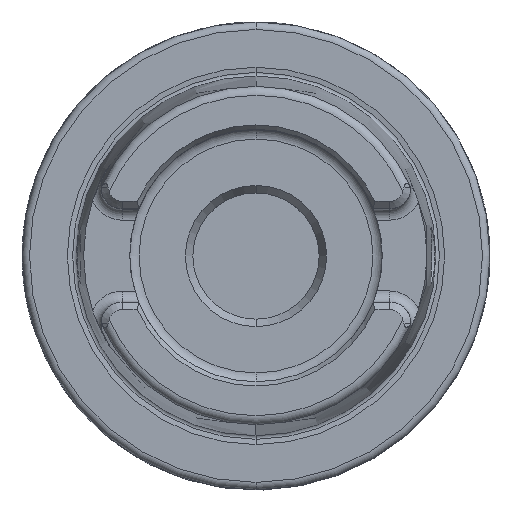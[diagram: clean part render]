
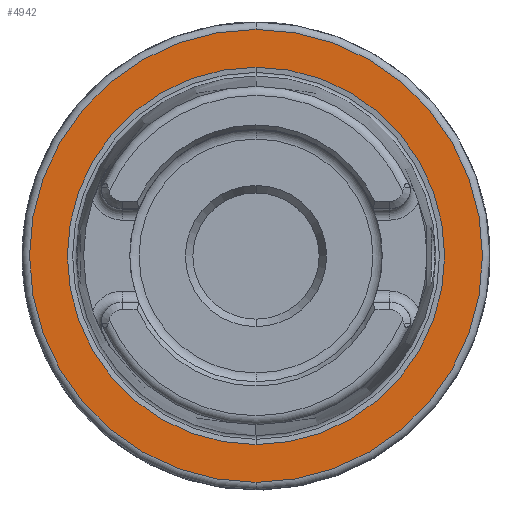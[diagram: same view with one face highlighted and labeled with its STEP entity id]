
A CAD part, top view. The second image highlights one B-rep face of the part: STEP entity #4942.
In plain terms, the highlighted planar face has unit normal (0, 0, 1).
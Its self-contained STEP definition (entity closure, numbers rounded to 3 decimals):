
#1264=CARTESIAN_POINT('',(0,0,26));
#1265=DIRECTION('',(0,0,-1));
#1266=DIRECTION('',(0,1,0));
#1267=AXIS2_PLACEMENT_3D('',#1264,#1265,#1266);
#1277=CARTESIAN_POINT('',(0,0,26));
#1278=DIRECTION('',(0,0,1));
#1279=DIRECTION('',(0,1,0));
#1280=AXIS2_PLACEMENT_3D('',#1277,#1278,#1279);
#1282=CARTESIAN_POINT('',(0,0,26));
#1283=DIRECTION('',(0,0,1));
#1284=DIRECTION('',(0,1,0));
#1285=AXIS2_PLACEMENT_3D('',#1282,#1283,#1284);
#1287=CARTESIAN_POINT('',(0,0,26));
#1288=DIRECTION('',(0,0,1));
#1289=DIRECTION('',(0,-1,0));
#1290=AXIS2_PLACEMENT_3D('',#1287,#1288,#1289);
#3097=CARTESIAN_POINT('',(0,25.409,26));
#3099=VERTEX_POINT('',#3097);
#3133=CARTESIAN_POINT('',(0,-25.409,26));
#3135=VERTEX_POINT('',#3133);
#3199=CARTESIAN_POINT('',(0,30.5,26));
#3200=CARTESIAN_POINT('',(0,-30.5,26));
#3201=VERTEX_POINT('',#3199);
#3202=VERTEX_POINT('',#3200);
#4927=CARTESIAN_POINT('',(0,0,26));
#4928=DIRECTION('',(0,0,-1));
#4929=DIRECTION('',(0,-1,0));
#4930=AXIS2_PLACEMENT_3D('',#4927,#4928,#4929);
#4931=PLANE('',#4930);
#4933=ORIENTED_EDGE('',*,*,#4932,.F.);
#4935=ORIENTED_EDGE('',*,*,#4934,.F.);
#4936=EDGE_LOOP('',(#4933,#4935));
#4937=FACE_OUTER_BOUND('',#4936,.F.);
#4938=ORIENTED_EDGE('',*,*,#4922,.T.);
#4939=ORIENTED_EDGE('',*,*,#4906,.F.);
#4940=EDGE_LOOP('',(#4938,#4939));
#4941=FACE_BOUND('',#4940,.F.);
#4942=ADVANCED_FACE('',(#4937,#4941),#4931,.F.);
#1268=CIRCLE('',#1267,25.409);
#1281=CIRCLE('',#1280,25.409);
#1286=CIRCLE('',#1285,30.5);
#1291=CIRCLE('',#1290,30.5);
#4906=EDGE_CURVE('',#3099,#3135,#1268,.T.);
#4922=EDGE_CURVE('',#3099,#3135,#1281,.T.);
#4932=EDGE_CURVE('',#3201,#3202,#1286,.T.);
#4934=EDGE_CURVE('',#3202,#3201,#1291,.T.);
